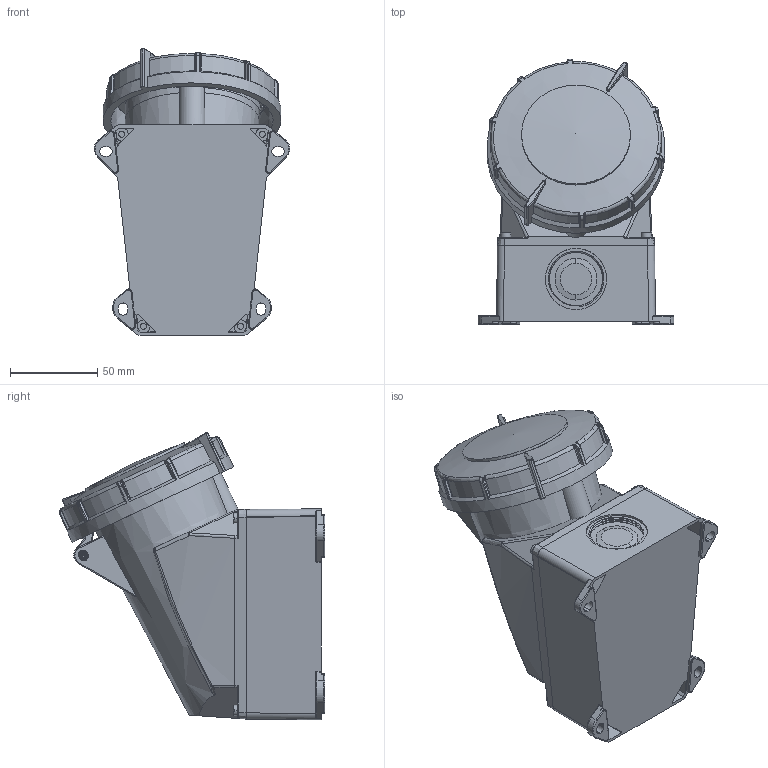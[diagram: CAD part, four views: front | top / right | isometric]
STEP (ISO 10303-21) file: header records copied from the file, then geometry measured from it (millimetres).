
FILE_DESCRIPTION (( 'STEP AP203' ), '1' );
FILE_NAME ('PSR12-032-4-0-67 Ðîçåòêà ñòö. ÑÑÈ-1242 IP67 IEK.STEP', '2025-01-22T12:53:37', ( '' ), ( '' ), 'SwSTEP 2.0', 'SolidWorks 2022', '' );
FILE_SCHEMA (( 'CONFIG_CONTROL_DESIGN' ));
Length unit declared in the file: millimetre
Products named in the file (10): QX121024.stp^PSR12-032-4-0-67 Розетка стц. ССИ-1242 IP67 IEK; QX121018.stp^PSR12-032-4-0-67 Розетка стц. ССИ-1242 IP67 IEK; QX121021.stp^PSR12-032-4-0-67 Розетка стц. ССИ-1242 IP67 IEK; QX121027.stp^PSR12-032-4-0-67 Розетка стц. ССИ-1242 IP67 IEK; QX121026.stp^PSR12-032-4-0-67 Розетка стц. ССИ-1242 IP67 IEK; QX121020.stp^PSR12-032-4-0-67 Розетка стц. ССИ-1242 IP67 IEK; QX121022.stp^PSR12-032-4-0-67 Розетка стц. ССИ-1242 IP67 IEK; QX121025.stp^PSR12-032-4-0-67 Розетка стц. ССИ-1242 IP67 IEK; PSR12-032-4-0-67 Розетка стц. ССИ-1242 IP67 IEK; QX121028.stp^PSR12-032-4-0-67 Розетка стц. ССИ-1242 IP67 IEK
Assembly tree (9 placements, depth 2):
  PSR12-032-4-0-67 Розетка стц. ССИ-1242 IP67 IEK
    QX121018.stp^PSR12-032-4-0-67 Розетка стц. ССИ-1242 IP67 IEK
    QX121020.stp^PSR12-032-4-0-67 Розетка стц. ССИ-1242 IP67 IEK
    QX121021.stp^PSR12-032-4-0-67 Розетка стц. ССИ-1242 IP67 IEK
    QX121022.stp^PSR12-032-4-0-67 Розетка стц. ССИ-1242 IP67 IEK
    QX121024.stp^PSR12-032-4-0-67 Розетка стц. ССИ-1242 IP67 IEK
    QX121025.stp^PSR12-032-4-0-67 Розетка стц. ССИ-1242 IP67 IEK
    QX121026.stp^PSR12-032-4-0-67 Розетка стц. ССИ-1242 IP67 IEK
    QX121027.stp^PSR12-032-4-0-67 Розетка стц. ССИ-1242 IP67 IEK
    QX121028.stp^PSR12-032-4-0-67 Розетка стц. ССИ-1242 IP67 IEK
Bounding box: 111.98 x 151.99 x 164.59 mm (x, y, z)
Volume: 259686.4 mm3; surface area: 164863.8 mm2
Topology: 9 solids, 9 shells, 1261 faces, 3263 edges, 2002 vertices
Faces by surface type: cylinder 420, plane 328, bspline 276, torus 110, cone 64, sphere 63
Entity records: 51736 total; most frequent: CARTESIAN_POINT 22636, ORIENTED_EDGE 6430, DIRECTION 5274, EDGE_CURVE 3215, AXIS2_PLACEMENT_3D 2069, VERTEX_POINT 1998, EDGE_LOOP 1323, FACE_OUTER_BOUND 1261
